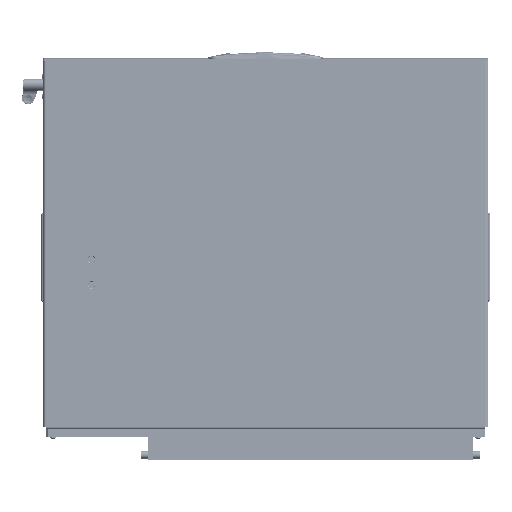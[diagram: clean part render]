
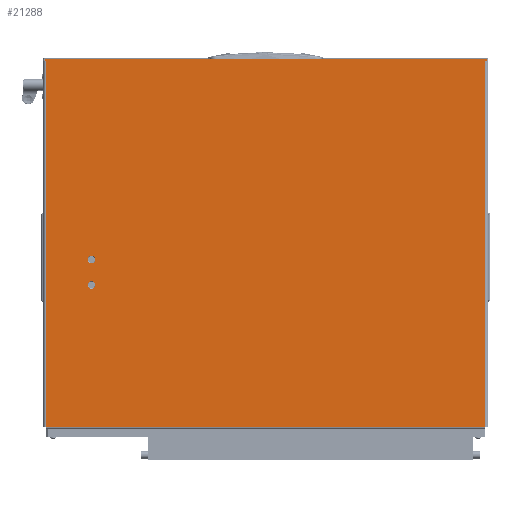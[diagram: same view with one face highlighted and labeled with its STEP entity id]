
A CAD part, front view. The second image highlights one B-rep face of the part: STEP entity #21288.
In plain terms, the highlighted face is planar.
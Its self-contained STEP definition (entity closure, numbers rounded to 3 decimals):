
#71 = VERTEX_POINT ( 'NONE', #65651 ) ;
#782 = CARTESIAN_POINT ( 'NONE',  ( 0., 608., 0. ) ) ;
#2347 = EDGE_LOOP ( 'NONE', ( #110938, #26416, #37322, #67019, #127515, #2579, #87249, #86406 ) ) ;
#2579 = ORIENTED_EDGE ( 'NONE', *, *, #148718, .F. ) ;
#3178 = FACE_BOUND ( 'NONE', #117482, .T. ) ;
#3737 = DIRECTION ( 'NONE',  ( -1., 0., 0. ) ) ;
#3923 = DIRECTION ( 'NONE',  ( 0., 0., -1. ) ) ;
#7982 = VERTEX_POINT ( 'NONE', #107952 ) ;
#8276 = VECTOR ( 'NONE', #87866, 1000. ) ;
#15495 = VECTOR ( 'NONE', #3737, 1000. ) ;
#18527 = LINE ( 'NONE', #107555, #8276 ) ;
#20244 = DIRECTION ( 'NONE',  ( 0., 0., -1. ) ) ;
#20688 = CARTESIAN_POINT ( 'NONE',  ( 304.8, 545., 0. ) ) ;
#21288 = ADVANCED_FACE ( 'NONE', ( #129851, #3178, #95124 ), #37824, .T. ) ;
#23900 = AXIS2_PLACEMENT_3D ( 'NONE', #89980, #54594, #65903 ) ;
#24827 = CIRCLE ( 'NONE', #72893, 5.2 ) ;
#26313 = EDGE_CURVE ( 'NONE', #33743, #143459, #27885, .T. ) ;
#26408 = CARTESIAN_POINT ( 'NONE',  ( 0., 0., 0. ) ) ;
#26416 = ORIENTED_EDGE ( 'NONE', *, *, #76670, .T. ) ;
#27077 = LINE ( 'NONE', #95676, #15495 ) ;
#27271 = DIRECTION ( 'NONE',  ( -1., 0., 0. ) ) ;
#27885 = CIRCLE ( 'NONE', #92888, 5.2 ) ;
#28325 = CARTESIAN_POINT ( 'NONE',  ( 0., 610., 0. ) ) ;
#28338 = ORIENTED_EDGE ( 'NONE', *, *, #26313, .F. ) ;
#28547 = ORIENTED_EDGE ( 'NONE', *, *, #59666, .F. ) ;
#28629 = CIRCLE ( 'NONE', #23900, 5.2 ) ;
#32440 = VERTEX_POINT ( 'NONE', #115816 ) ;
#32808 = CARTESIAN_POINT ( 'NONE',  ( -2., -4., 0. ) ) ;
#33605 = VERTEX_POINT ( 'NONE', #52610 ) ;
#33743 = VERTEX_POINT ( 'NONE', #44230 ) ;
#37022 = CIRCLE ( 'NONE', #49097, 5.2 ) ;
#37322 = ORIENTED_EDGE ( 'NONE', *, *, #114026, .T. ) ;
#37824 = PLANE ( 'NONE',  #95889 ) ;
#38446 = CARTESIAN_POINT ( 'NONE',  ( 310., 545., 0. ) ) ;
#41049 = VERTEX_POINT ( 'NONE', #81861 ) ;
#44146 = DIRECTION ( 'NONE',  ( 0., 1., 0. ) ) ;
#44230 = CARTESIAN_POINT ( 'NONE',  ( 280.2, 545., 0. ) ) ;
#49097 = AXIS2_PLACEMENT_3D ( 'NONE', #38446, #141813, #82193 ) ;
#50231 = ORIENTED_EDGE ( 'NONE', *, *, #81863, .F. ) ;
#50999 = DIRECTION ( 'NONE',  ( 0., -1., 0. ) ) ;
#51283 = LINE ( 'NONE', #26408, #146083 ) ;
#52263 = LINE ( 'NONE', #109573, #113069 ) ;
#52590 = DIRECTION ( 'NONE',  ( 1., 0., 0. ) ) ;
#52610 = CARTESIAN_POINT ( 'NONE',  ( 0., 0., 0. ) ) ;
#53798 = EDGE_CURVE ( 'NONE', #110128, #55036, #74424, .T. ) ;
#54010 = DIRECTION ( 'NONE',  ( 0., 1., 0. ) ) ;
#54193 = CARTESIAN_POINT ( 'NONE',  ( 275., 545., 0. ) ) ;
#54594 = DIRECTION ( 'NONE',  ( 0., 0., -1. ) ) ;
#55036 = VERTEX_POINT ( 'NONE', #28325 ) ;
#59666 = EDGE_CURVE ( 'NONE', #63976, #32440, #24827, .T. ) ;
#63976 = VERTEX_POINT ( 'NONE', #20688 ) ;
#65651 = CARTESIAN_POINT ( 'NONE',  ( 506., 608., 0. ) ) ;
#65903 = DIRECTION ( 'NONE',  ( -1., 0., 0. ) ) ;
#67019 = ORIENTED_EDGE ( 'NONE', *, *, #53798, .T. ) ;
#67679 = CARTESIAN_POINT ( 'NONE',  ( 310., 545., 0. ) ) ;
#69157 = DIRECTION ( 'NONE',  ( 0., 0., -1. ) ) ;
#69567 = VERTEX_POINT ( 'NONE', #103728 ) ;
#70276 = EDGE_LOOP ( 'NONE', ( #123306, #28338 ) ) ;
#72893 = AXIS2_PLACEMENT_3D ( 'NONE', #67679, #69157, #90299 ) ;
#73027 = EDGE_CURVE ( 'NONE', #92299, #55036, #52263, .T. ) ;
#73600 = CARTESIAN_POINT ( 'NONE',  ( 506., 608., 0. ) ) ;
#74424 = LINE ( 'NONE', #143885, #130014 ) ;
#76670 = EDGE_CURVE ( 'NONE', #69567, #41049, #27077, .T. ) ;
#78056 = LINE ( 'NONE', #91618, #93937 ) ;
#78988 = EDGE_CURVE ( 'NONE', #33605, #7982, #51283, .T. ) ;
#81861 = CARTESIAN_POINT ( 'NONE',  ( -2., -2., 0. ) ) ;
#81863 = EDGE_CURVE ( 'NONE', #32440, #63976, #37022, .T. ) ;
#82193 = DIRECTION ( 'NONE',  ( -1., 0., 0. ) ) ;
#83807 = CARTESIAN_POINT ( 'NONE',  ( 0., 608., 0. ) ) ;
#86406 = ORIENTED_EDGE ( 'NONE', *, *, #78988, .F. ) ;
#86928 = VECTOR ( 'NONE', #50999, 1000. ) ;
#87249 = ORIENTED_EDGE ( 'NONE', *, *, #145273, .T. ) ;
#87866 = DIRECTION ( 'NONE',  ( -1., 0., 0. ) ) ;
#89980 = CARTESIAN_POINT ( 'NONE',  ( 275., 545., 0. ) ) ;
#90299 = DIRECTION ( 'NONE',  ( -1., 0., 0. ) ) ;
#91618 = CARTESIAN_POINT ( 'NONE',  ( 0., -4., 0. ) ) ;
#92299 = VERTEX_POINT ( 'NONE', #782 ) ;
#92888 = AXIS2_PLACEMENT_3D ( 'NONE', #54193, #20244, #101637 ) ;
#93937 = VECTOR ( 'NONE', #54010, 1000. ) ;
#95124 = FACE_OUTER_BOUND ( 'NONE', #2347, .T. ) ;
#95676 = CARTESIAN_POINT ( 'NONE',  ( 0., -2., 0. ) ) ;
#95889 = AXIS2_PLACEMENT_3D ( 'NONE', #83807, #3923, #27271 ) ;
#97249 = DIRECTION ( 'NONE',  ( 1., 0., 0. ) ) ;
#98233 = DIRECTION ( 'NONE',  ( 0., 1., 0. ) ) ;
#101637 = DIRECTION ( 'NONE',  ( -1., 0., 0. ) ) ;
#103728 = CARTESIAN_POINT ( 'NONE',  ( 0., -2., 0. ) ) ;
#107555 = CARTESIAN_POINT ( 'NONE',  ( 0., 608., 0. ) ) ;
#107952 = CARTESIAN_POINT ( 'NONE',  ( 506., 0., 0. ) ) ;
#109573 = CARTESIAN_POINT ( 'NONE',  ( 0., -4., 0. ) ) ;
#110128 = VERTEX_POINT ( 'NONE', #127877 ) ;
#110517 = VECTOR ( 'NONE', #44146, 1000. ) ;
#110938 = ORIENTED_EDGE ( 'NONE', *, *, #144117, .F. ) ;
#111289 = LINE ( 'NONE', #32808, #110517 ) ;
#113069 = VECTOR ( 'NONE', #98233, 1000. ) ;
#114026 = EDGE_CURVE ( 'NONE', #41049, #110128, #111289, .T. ) ;
#115816 = CARTESIAN_POINT ( 'NONE',  ( 315.2, 545., 0. ) ) ;
#117482 = EDGE_LOOP ( 'NONE', ( #28547, #50231 ) ) ;
#123306 = ORIENTED_EDGE ( 'NONE', *, *, #137492, .F. ) ;
#127515 = ORIENTED_EDGE ( 'NONE', *, *, #73027, .F. ) ;
#127877 = CARTESIAN_POINT ( 'NONE',  ( -2., 610., 0. ) ) ;
#129851 = FACE_BOUND ( 'NONE', #70276, .T. ) ;
#130014 = VECTOR ( 'NONE', #52590, 1000. ) ;
#130957 = LINE ( 'NONE', #73600, #86928 ) ;
#132089 = CARTESIAN_POINT ( 'NONE',  ( 269.8, 545., 0. ) ) ;
#137492 = EDGE_CURVE ( 'NONE', #143459, #33743, #28629, .T. ) ;
#141813 = DIRECTION ( 'NONE',  ( 0., 0., -1. ) ) ;
#143459 = VERTEX_POINT ( 'NONE', #132089 ) ;
#143885 = CARTESIAN_POINT ( 'NONE',  ( 0., 610., 0. ) ) ;
#144117 = EDGE_CURVE ( 'NONE', #69567, #33605, #78056, .T. ) ;
#145273 = EDGE_CURVE ( 'NONE', #71, #7982, #130957, .T. ) ;
#146083 = VECTOR ( 'NONE', #97249, 1000. ) ;
#148718 = EDGE_CURVE ( 'NONE', #71, #92299, #18527, .T. ) ;
